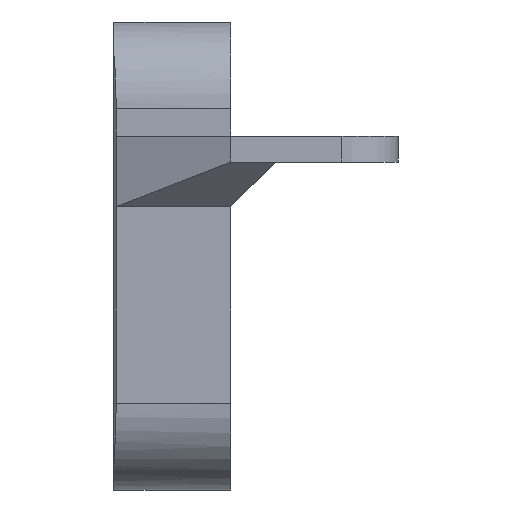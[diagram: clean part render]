
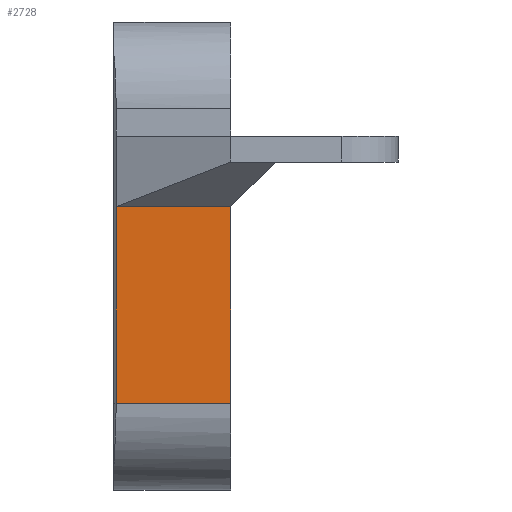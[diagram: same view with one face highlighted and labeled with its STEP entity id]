
A CAD part, front view. The second image highlights one B-rep face of the part: STEP entity #2728.
In plain terms, the highlighted planar face has unit normal (0, -1, 0).
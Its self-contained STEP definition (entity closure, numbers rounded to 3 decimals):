
#166=FACE_OUTER_BOUND('',#315,.T.);
#315=EDGE_LOOP('',(#1957,#1958,#1959,#1960));
#456=LINE('',#3869,#789);
#475=LINE('',#3915,#808);
#560=LINE('',#4139,#893);
#561=LINE('',#4140,#894);
#789=VECTOR('',#3101,10.);
#808=VECTOR('',#3146,10.);
#893=VECTOR('',#3287,10.);
#894=VECTOR('',#3288,10.);
#1122=VERTEX_POINT('',#3866);
#1123=VERTEX_POINT('',#3868);
#1137=VERTEX_POINT('',#3914);
#1248=VERTEX_POINT('',#4138);
#1392=EDGE_CURVE('',#1122,#1123,#456,.T.);
#1415=EDGE_CURVE('',#1137,#1123,#475,.T.);
#1527=EDGE_CURVE('',#1122,#1248,#560,.T.);
#1528=EDGE_CURVE('',#1137,#1248,#561,.T.);
#1957=ORIENTED_EDGE('',*,*,#1392,.F.);
#1958=ORIENTED_EDGE('',*,*,#1527,.T.);
#1959=ORIENTED_EDGE('',*,*,#1528,.F.);
#1960=ORIENTED_EDGE('',*,*,#1415,.T.);
#2622=PLANE('',#2916);
#2728=ADVANCED_FACE('',(#166),#2622,.T.);
#2916=AXIS2_PLACEMENT_3D('',#4137,#3285,#3286);
#3101=DIRECTION('',(1.,0.,0.));
#3146=DIRECTION('',(0.,0.,1.));
#3285=DIRECTION('center_axis',(0.,-1.,0.));
#3286=DIRECTION('ref_axis',(0.,0.,
1.));
#3287=DIRECTION('',(0.,0.,-1.));
#3288=DIRECTION('',(-1.,0.,0.));
#3866=CARTESIAN_POINT('',(46.222,-20.8,-4.07));
#3868=CARTESIAN_POINT('',(52.835,-20.8,-4.07));
#3869=CARTESIAN_POINT('',(53.598,-20.8,-4.07));
#3914=CARTESIAN_POINT('',(52.835,-20.8,-15.418));
#3915=CARTESIAN_POINT('',(52.835,-20.8,-15.418));
#4137=CARTESIAN_POINT('Origin',(52.835,-20.8,-15.418));
#4138=CARTESIAN_POINT('',(46.222,-20.8,-15.418));
#4139=CARTESIAN_POINT('',(46.222,-20.8,-20.418));
#4140=CARTESIAN_POINT('',(52.835,-20.8,-15.418));
